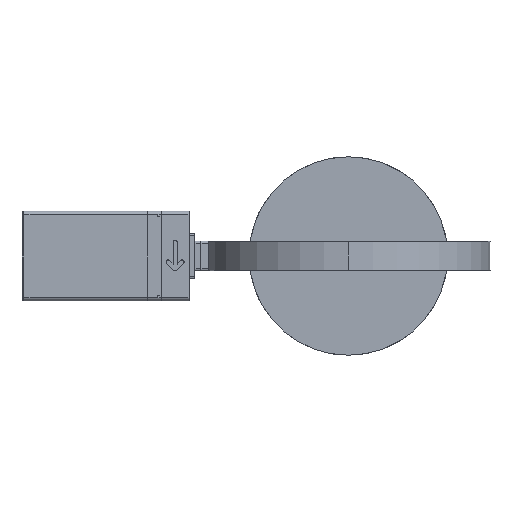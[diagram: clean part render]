
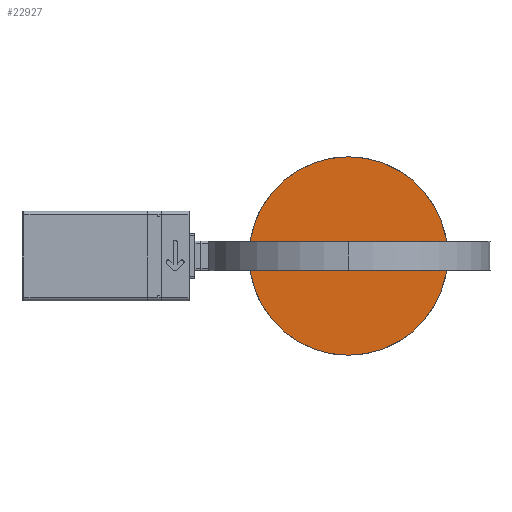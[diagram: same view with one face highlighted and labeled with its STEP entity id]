
A CAD part, left-side view. The second image highlights one B-rep face of the part: STEP entity #22927.
In plain terms, the highlighted planar face has unit normal (-1, 0, 0).
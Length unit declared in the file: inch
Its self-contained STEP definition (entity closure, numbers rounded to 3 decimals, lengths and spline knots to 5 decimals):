
#241 = AXIS2_PLACEMENT_3D ( 'NONE', #22261, #30399, #12299 ) ;
#346 = DIRECTION ( 'NONE',  ( 1., 0., 0. ) ) ;
#434 = FACE_OUTER_BOUND ( 'NONE', #1381, .T. ) ;
#621 = EDGE_CURVE ( 'NONE', #32003, #25858, #16843, .T. ) ;
#1031 = AXIS2_PLACEMENT_3D ( 'NONE', #8776, #21632, #24009 ) ;
#1381 = EDGE_LOOP ( 'NONE', ( #12899, #11964 ) ) ;
#2225 = ORIENTED_EDGE ( 'NONE', *, *, #8190, .T. ) ;
#2261 = AXIS2_PLACEMENT_3D ( 'NONE', #17382, #25173, #9768 ) ;
#2732 = CARTESIAN_POINT ( 'NONE',  ( -15.81919, -8.61277, 11.22047 ) ) ;
#2870 = CARTESIAN_POINT ( 'NONE',  ( -15.81919, -8.61277, 11.22047 ) ) ;
#2875 = EDGE_CURVE ( 'NONE', #3970, #31833, #31570, .T. ) ;
#2962 = FACE_BOUND ( 'NONE', #26471, .T. ) ;
#3249 = ORIENTED_EDGE ( 'NONE', *, *, #2875, .T. ) ;
#3628 = FACE_BOUND ( 'NONE', #10792, .T. ) ;
#3882 = VERTEX_POINT ( 'NONE', #26701 ) ;
#3970 = VERTEX_POINT ( 'NONE', #21778 ) ;
#4143 = CARTESIAN_POINT ( 'NONE',  ( -15.81919, -6.25056, 11.30315 ) ) ;
#4781 = CARTESIAN_POINT ( 'NONE',  ( -15.81919, -10.97497, 11.22047 ) ) ;
#5113 = DIRECTION ( 'NONE',  ( 0., 0., -1. ) ) ;
#5284 = DIRECTION ( 'NONE',  ( 0., 0., -1. ) ) ;
#5452 = VERTEX_POINT ( 'NONE', #18725 ) ;
#5560 = CARTESIAN_POINT ( 'NONE',  ( -15.81919, -6.25056, 11.22047 ) ) ;
#6282 = CARTESIAN_POINT ( 'NONE',  ( -15.81919, -10.97497, 11.30315 ) ) ;
#7451 = CARTESIAN_POINT ( 'NONE',  ( -15.81919, -10.97497, 11.22047 ) ) ;
#7461 = EDGE_CURVE ( 'NONE', #5452, #30997, #8153, .T. ) ;
#8153 = CIRCLE ( 'NONE', #10868, 0.08268 ) ;
#8188 = DIRECTION ( 'NONE',  ( 1., 0., 0. ) ) ;
#8190 = EDGE_CURVE ( 'NONE', #30997, #5452, #14697, .T. ) ;
#8776 = CARTESIAN_POINT ( 'NONE',  ( -15.81919, -8.61277, 11.22047 ) ) ;
#9455 = CARTESIAN_POINT ( 'NONE',  ( -15.81919, -8.61277, 7.29016 ) ) ;
#9768 = DIRECTION ( 'NONE',  ( 0., 0., -1. ) ) ;
#9959 = EDGE_CURVE ( 'NONE', #31833, #3970, #24797, .T. ) ;
#10158 = EDGE_CURVE ( 'NONE', #3882, #30298, #18852, .T. ) ;
#10430 = EDGE_LOOP ( 'NONE', ( #21913, #2225 ) ) ;
#10792 = EDGE_LOOP ( 'NONE', ( #12453, #14511 ) ) ;
#10868 = AXIS2_PLACEMENT_3D ( 'NONE', #7451, #28114, #33366 ) ;
#11911 = AXIS2_PLACEMENT_3D ( 'NONE', #2732, #12898, #5113 ) ;
#11964 = ORIENTED_EDGE ( 'NONE', *, *, #10158, .T. ) ;
#12299 = DIRECTION ( 'NONE',  ( 0., 0., -1. ) ) ;
#12453 = ORIENTED_EDGE ( 'NONE', *, *, #621, .T. ) ;
#12898 = DIRECTION ( 'NONE',  ( 1., 0., 0. ) ) ;
#12899 = ORIENTED_EDGE ( 'NONE', *, *, #25393, .T. ) ;
#13197 = DIRECTION ( 'NONE',  ( 1., 0., 0. ) ) ;
#13290 = FACE_BOUND ( 'NONE', #10430, .T. ) ;
#13857 = AXIS2_PLACEMENT_3D ( 'NONE', #2870, #13197, #15419 ) ;
#14295 = DIRECTION ( 'NONE',  ( 0., 0., -1. ) ) ;
#14511 = ORIENTED_EDGE ( 'NONE', *, *, #29983, .T. ) ;
#14697 = CIRCLE ( 'NONE', #29293, 0.08268 ) ;
#15419 = DIRECTION ( 'NONE',  ( 0., 0., -1. ) ) ;
#16843 = CIRCLE ( 'NONE', #11911, 0.08268 ) ;
#17382 = CARTESIAN_POINT ( 'NONE',  ( -15.81919, -8.61277, 11.22047 ) ) ;
#17663 = CIRCLE ( 'NONE', #13857, 0.08268 ) ;
#18604 = DIRECTION ( 'NONE',  ( 0., 0., -1. ) ) ;
#18725 = CARTESIAN_POINT ( 'NONE',  ( -15.81919, -10.97497, 11.1378 ) ) ;
#18852 = CIRCLE ( 'NONE', #1031, 3.93031 ) ;
#19389 = AXIS2_PLACEMENT_3D ( 'NONE', #5560, #346, #18604 ) ;
#21053 = PLANE ( 'NONE',  #29894 ) ;
#21632 = DIRECTION ( 'NONE',  ( -1., 0., 0. ) ) ;
#21696 = CIRCLE ( 'NONE', #2261, 3.93031 ) ;
#21778 = CARTESIAN_POINT ( 'NONE',  ( -15.81919, -6.25056, 11.1378 ) ) ;
#21913 = ORIENTED_EDGE ( 'NONE', *, *, #7461, .T. ) ;
#22261 = CARTESIAN_POINT ( 'NONE',  ( -15.81919, -6.25056, 11.22047 ) ) ;
#22902 = CARTESIAN_POINT ( 'NONE',  ( -15.81919, -8.61277, 11.1378 ) ) ;
#22927 = ADVANCED_FACE ( 'NONE', ( #3628, #2962, #13290, #434 ), #21053, .F. ) ;
#24009 = DIRECTION ( 'NONE',  ( 0., 0., -1. ) ) ;
#24165 = ORIENTED_EDGE ( 'NONE', *, *, #9959, .T. ) ;
#24797 = CIRCLE ( 'NONE', #19389, 0.08268 ) ;
#25173 = DIRECTION ( 'NONE',  ( -1., 0., 0. ) ) ;
#25393 = EDGE_CURVE ( 'NONE', #30298, #3882, #21696, .T. ) ;
#25858 = VERTEX_POINT ( 'NONE', #31057 ) ;
#26471 = EDGE_LOOP ( 'NONE', ( #3249, #24165 ) ) ;
#26701 = CARTESIAN_POINT ( 'NONE',  ( -15.81919, -8.61277, 15.15079 ) ) ;
#28114 = DIRECTION ( 'NONE',  ( 1., 0., 0. ) ) ;
#29293 = AXIS2_PLACEMENT_3D ( 'NONE', #4781, #31017, #5284 ) ;
#29894 = AXIS2_PLACEMENT_3D ( 'NONE', #31394, #8188, #14295 ) ;
#29983 = EDGE_CURVE ( 'NONE', #25858, #32003, #17663, .T. ) ;
#30298 = VERTEX_POINT ( 'NONE', #9455 ) ;
#30399 = DIRECTION ( 'NONE',  ( 1., 0., 0. ) ) ;
#30997 = VERTEX_POINT ( 'NONE', #6282 ) ;
#31017 = DIRECTION ( 'NONE',  ( 1., 0., 0. ) ) ;
#31057 = CARTESIAN_POINT ( 'NONE',  ( -15.81919, -8.61277, 11.30315 ) ) ;
#31394 = CARTESIAN_POINT ( 'NONE',  ( -15.81919, -12.54387, 6.86365 ) ) ;
#31570 = CIRCLE ( 'NONE', #241, 0.08268 ) ;
#31833 = VERTEX_POINT ( 'NONE', #4143 ) ;
#32003 = VERTEX_POINT ( 'NONE', #22902 ) ;
#33366 = DIRECTION ( 'NONE',  ( 0., 0., -1. ) ) ;
